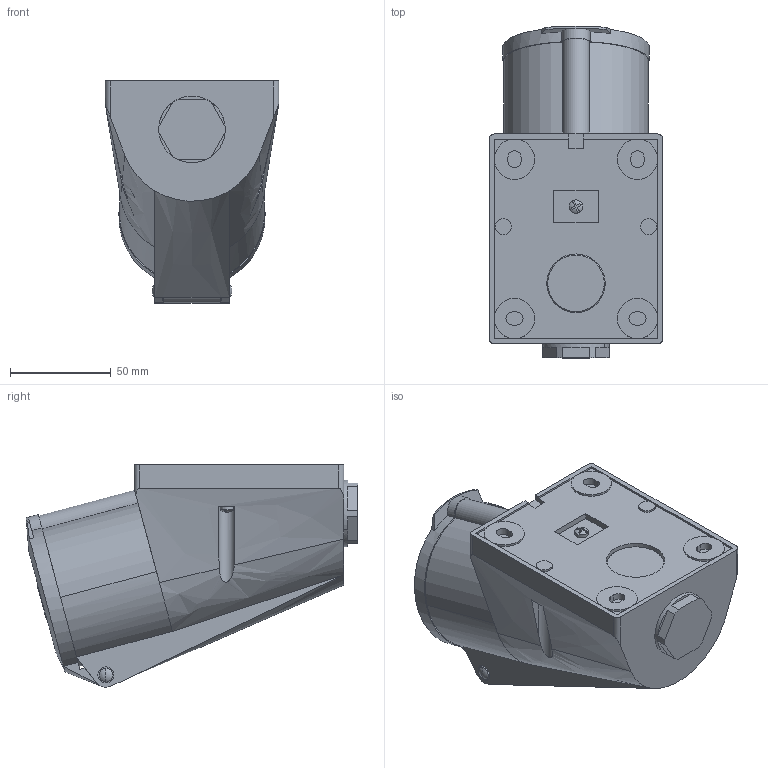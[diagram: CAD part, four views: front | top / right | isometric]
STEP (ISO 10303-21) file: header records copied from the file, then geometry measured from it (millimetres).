
FILE_DESCRIPTION(('Creo Elements/Direct Modeling STEP Export'),'2;1');
FILE_NAME('0lndqdl565neher844','2020-12-11T14:58:11',(''),(''),'Creo Elements/Direct Modeling STEP processor for AP214 (Solid Model)','Creo Elements/Direct Modeling 20.1B 02-Apr-2019 (C) Parametric Technology GmbH','');
FILE_SCHEMA(('AUTOMOTIVE_DESIGN { 1 0 10303 214 1 1 1 1 }'));
Length unit declared in the file: millimetre
Products named in the file (2): PE_3265_PP
Assembly tree (1 placements, depth 2):
  PE_3265_PP
    PE_3265_PP
Bounding box: 86 x 164.58 x 110.11 mm (x, y, z)
Volume: 768881.6 mm3; surface area: 59419.5 mm2
Topology: 1 solids, 1 shells, 289 faces, 759 edges, 493 vertices
Faces by surface type: plane 183, cylinder 86, torus 10, bspline 6, cone 4
Entity records: 12445 total; most frequent: CARTESIAN_POINT 3727, ORIENTED_EDGE 1526, DIRECTION 1296, EDGE_CURVE 755, VERTEX_POINT 493, VECTOR 434, LINE 434, AXIS2_PLACEMENT_3D 431
